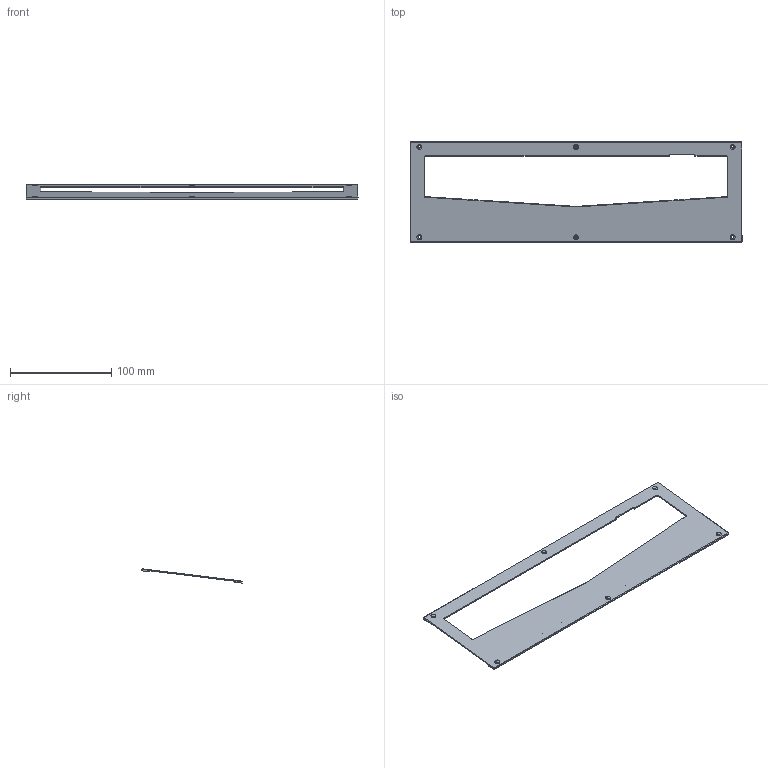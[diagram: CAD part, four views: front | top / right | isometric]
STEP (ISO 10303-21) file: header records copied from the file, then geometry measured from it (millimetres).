
FILE_DESCRIPTION(/* description */ (''),/* implementation_level */ '2;1');
FILE_NAME(/* name */ 'Ingot TKL Interior Plate.step',/* time_stamp */ '2024-02-16T17:52:13-08:00',/* author */ (''),/* organization */ (''),/* preprocessor_version */ 'ST-DEVELOPER v20',/* originating_system */ 'Autodesk Translation Framework v12.14.0.127',/* authorisation */ '');
FILE_SCHEMA (('AUTOMOTIVE_DESIGN { 1 0 10303 214 3 1 1 }'));
Length unit declared in the file: millimetre
Products named in the file (1): Interior Plate
Bounding box: 328.66 x 99.5 x 14.12 mm (x, y, z)
Volume: 24281.2 mm3; surface area: 41091.5 mm2
Topology: 1 solids, 1 shells, 74 faces, 184 edges, 110 vertices
Faces by surface type: plane 32, cylinder 23, cone 19
Full cylindrical faces by diameter (mm): 2.5 x6
Entity records: 2225 total; most frequent: DIRECTION 395, CARTESIAN_POINT 367, ORIENTED_EDGE 364, EDGE_CURVE 182, AXIS2_PLACEMENT_3D 138, LINE 119, VECTOR 119, VERTEX_POINT 110
